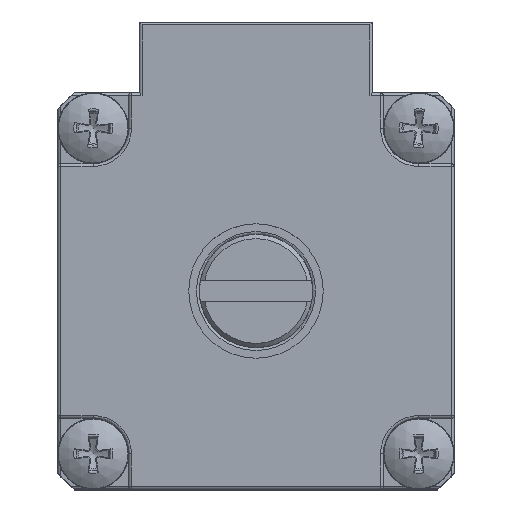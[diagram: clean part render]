
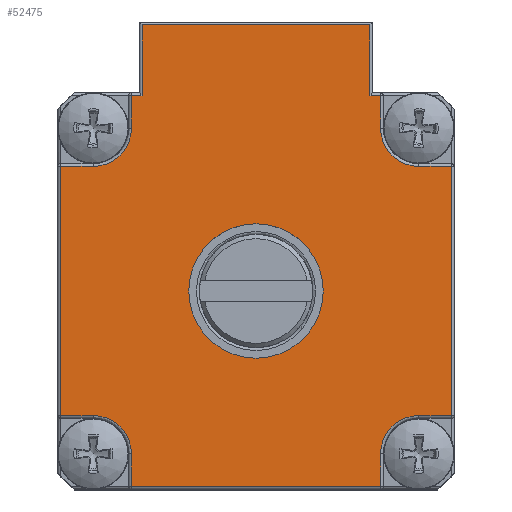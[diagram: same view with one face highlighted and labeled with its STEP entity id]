
A CAD part, top view. The second image highlights one B-rep face of the part: STEP entity #52475.
In plain terms, the highlighted planar face has unit normal (0, 0, 1).
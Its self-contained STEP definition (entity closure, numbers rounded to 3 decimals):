
#52054=CARTESIAN_POINT('',(4.75,0.,26.2));
#52055=VERTEX_POINT('',#52054);
#52056=CARTESIAN_POINT('',(0.,0.,26.2));
#52057=DIRECTION('',(0.0,0.0,-1.0));
#52058=DIRECTION('',(-1.0,0.0,0.0));
#52059=AXIS2_PLACEMENT_3D('',#52056,#52057,#52058);
#52060=CIRCLE('',#52059,4.75);
#52061=EDGE_CURVE('',#52055,#52055,#52060,.T.);
#52301=CARTESIAN_POINT('',(0.,0.,26.2));
#52302=DIRECTION('',(0.0,0.0,1.0));
#52303=DIRECTION('',(1.0,0.0,0.0));
#52304=AXIS2_PLACEMENT_3D('',#52301,#52302,#52303);
#52305=PLANE('',#52304);
#52306=CARTESIAN_POINT('',(-8.05,13.8,26.2));
#52307=VERTEX_POINT('',#52306);
#52308=CARTESIAN_POINT('',(-8.05,18.8,26.2));
#52309=VERTEX_POINT('',#52308);
#52310=CARTESIAN_POINT('',(-8.05,13.8,26.2));
#52311=DIRECTION('',(0.0,1.0,0.0));
#52312=VECTOR('',#52311,5.);
#52313=LINE('',#52310,#52312);
#52314=EDGE_CURVE('',#52307,#52309,#52313,.T.);
#52315=ORIENTED_EDGE('',*,*,#52314,.F.);
#52316=CARTESIAN_POINT('',(-8.8,13.8,26.2));
#52317=VERTEX_POINT('',#52316);
#52318=CARTESIAN_POINT('',(-8.8,13.8,26.2));
#52319=DIRECTION('',(1.0,0.0,0.0));
#52320=VECTOR('',#52319,0.75);
#52321=LINE('',#52318,#52320);
#52322=EDGE_CURVE('',#52317,#52307,#52321,.T.);
#52323=ORIENTED_EDGE('',*,*,#52322,.F.);
#52324=CARTESIAN_POINT('',(-8.8,11.5,26.2));
#52325=VERTEX_POINT('',#52324);
#52326=CARTESIAN_POINT('',(-8.8,11.5,26.2));
#52327=DIRECTION('',(0.0,1.0,0.0));
#52328=VECTOR('',#52327,2.3);
#52329=LINE('',#52326,#52328);
#52330=EDGE_CURVE('',#52325,#52317,#52329,.T.);
#52331=ORIENTED_EDGE('',*,*,#52330,.F.);
#52332=CARTESIAN_POINT('',(-11.5,8.8,26.2));
#52333=VERTEX_POINT('',#52332);
#52334=CARTESIAN_POINT('',(-11.5,11.5,26.2));
#52335=DIRECTION('',(0.,0.,1.0));
#52336=DIRECTION('',(0.707,-0.707,0.));
#52337=AXIS2_PLACEMENT_3D('',#52334,#52335,#52336);
#52338=CIRCLE('',#52337,2.7);
#52339=EDGE_CURVE('',#52333,#52325,#52338,.T.);
#52340=ORIENTED_EDGE('',*,*,#52339,.F.);
#52341=CARTESIAN_POINT('',(-13.8,8.8,26.2));
#52342=VERTEX_POINT('',#52341);
#52343=CARTESIAN_POINT('',(-13.8,8.8,26.2));
#52344=DIRECTION('',(1.0,0.0,0.0));
#52345=VECTOR('',#52344,2.3);
#52346=LINE('',#52343,#52345);
#52347=EDGE_CURVE('',#52342,#52333,#52346,.T.);
#52348=ORIENTED_EDGE('',*,*,#52347,.F.);
#52349=CARTESIAN_POINT('',(-13.8,-8.8,26.2));
#52350=VERTEX_POINT('',#52349);
#52351=CARTESIAN_POINT('',(-13.8,-8.8,26.2));
#52352=DIRECTION('',(0.0,1.0,0.0));
#52353=VECTOR('',#52352,17.6);
#52354=LINE('',#52351,#52353);
#52355=EDGE_CURVE('',#52350,#52342,#52354,.T.);
#52356=ORIENTED_EDGE('',*,*,#52355,.F.);
#52357=CARTESIAN_POINT('',(-11.5,-8.8,26.2));
#52358=VERTEX_POINT('',#52357);
#52359=CARTESIAN_POINT('',(-11.5,-8.8,26.2));
#52360=DIRECTION('',(-1.0,0.0,0.0));
#52361=VECTOR('',#52360,2.3);
#52362=LINE('',#52359,#52361);
#52363=EDGE_CURVE('',#52358,#52350,#52362,.T.);
#52364=ORIENTED_EDGE('',*,*,#52363,.F.);
#52365=CARTESIAN_POINT('',(-8.8,-11.5,26.2));
#52366=VERTEX_POINT('',#52365);
#52367=CARTESIAN_POINT('',(-11.5,-11.5,26.2));
#52368=DIRECTION('',(0.,0.,1.0));
#52369=DIRECTION('',(0.707,0.707,0.));
#52370=AXIS2_PLACEMENT_3D('',#52367,#52368,#52369);
#52371=CIRCLE('',#52370,2.7);
#52372=EDGE_CURVE('',#52366,#52358,#52371,.T.);
#52373=ORIENTED_EDGE('',*,*,#52372,.F.);
#52374=CARTESIAN_POINT('',(-8.8,-13.8,26.2));
#52375=VERTEX_POINT('',#52374);
#52376=CARTESIAN_POINT('',(-8.8,-13.8,26.2));
#52377=DIRECTION('',(0.0,1.0,0.0));
#52378=VECTOR('',#52377,2.3);
#52379=LINE('',#52376,#52378);
#52380=EDGE_CURVE('',#52375,#52366,#52379,.T.);
#52381=ORIENTED_EDGE('',*,*,#52380,.F.);
#52382=CARTESIAN_POINT('',(8.8,-13.8,26.2));
#52383=VERTEX_POINT('',#52382);
#52384=CARTESIAN_POINT('',(8.8,-13.8,26.2));
#52385=DIRECTION('',(-1.0,0.0,0.0));
#52386=VECTOR('',#52385,17.6);
#52387=LINE('',#52384,#52386);
#52388=EDGE_CURVE('',#52383,#52375,#52387,.T.);
#52389=ORIENTED_EDGE('',*,*,#52388,.F.);
#52390=CARTESIAN_POINT('',(8.8,-11.5,26.2));
#52391=VERTEX_POINT('',#52390);
#52392=CARTESIAN_POINT('',(8.8,-11.5,26.2));
#52393=DIRECTION('',(0.0,-1.0,0.0));
#52394=VECTOR('',#52393,2.3);
#52395=LINE('',#52392,#52394);
#52396=EDGE_CURVE('',#52391,#52383,#52395,.T.);
#52397=ORIENTED_EDGE('',*,*,#52396,.F.);
#52398=CARTESIAN_POINT('',(11.5,-8.8,26.2));
#52399=VERTEX_POINT('',#52398);
#52400=CARTESIAN_POINT('',(11.5,-11.5,26.2));
#52401=DIRECTION('',(0.,0.,1.0));
#52402=DIRECTION('',(-0.707,0.707,0.));
#52403=AXIS2_PLACEMENT_3D('',#52400,#52401,#52402);
#52404=CIRCLE('',#52403,2.7);
#52405=EDGE_CURVE('',#52399,#52391,#52404,.T.);
#52406=ORIENTED_EDGE('',*,*,#52405,.F.);
#52407=CARTESIAN_POINT('',(13.8,-8.8,26.2));
#52408=VERTEX_POINT('',#52407);
#52409=CARTESIAN_POINT('',(13.8,-8.8,26.2));
#52410=DIRECTION('',(-1.0,0.0,0.0));
#52411=VECTOR('',#52410,2.3);
#52412=LINE('',#52409,#52411);
#52413=EDGE_CURVE('',#52408,#52399,#52412,.T.);
#52414=ORIENTED_EDGE('',*,*,#52413,.F.);
#52415=CARTESIAN_POINT('',(13.8,8.8,26.2));
#52416=VERTEX_POINT('',#52415);
#52417=CARTESIAN_POINT('',(13.8,8.8,26.2));
#52418=DIRECTION('',(0.0,-1.0,0.0));
#52419=VECTOR('',#52418,17.6);
#52420=LINE('',#52417,#52419);
#52421=EDGE_CURVE('',#52416,#52408,#52420,.T.);
#52422=ORIENTED_EDGE('',*,*,#52421,.F.);
#52423=CARTESIAN_POINT('',(11.5,8.8,26.2));
#52424=VERTEX_POINT('',#52423);
#52425=CARTESIAN_POINT('',(11.5,8.8,26.2));
#52426=DIRECTION('',(1.0,0.0,0.0));
#52427=VECTOR('',#52426,2.3);
#52428=LINE('',#52425,#52427);
#52429=EDGE_CURVE('',#52424,#52416,#52428,.T.);
#52430=ORIENTED_EDGE('',*,*,#52429,.F.);
#52431=CARTESIAN_POINT('',(8.8,11.5,26.2));
#52432=VERTEX_POINT('',#52431);
#52433=CARTESIAN_POINT('',(11.5,11.5,26.2));
#52434=DIRECTION('',(0.,0.,1.0));
#52435=DIRECTION('',(-0.707,-0.707,0.));
#52436=AXIS2_PLACEMENT_3D('',#52433,#52434,#52435);
#52437=CIRCLE('',#52436,2.7);
#52438=EDGE_CURVE('',#52432,#52424,#52437,.T.);
#52439=ORIENTED_EDGE('',*,*,#52438,.F.);
#52440=CARTESIAN_POINT('',(8.8,13.8,26.2));
#52441=VERTEX_POINT('',#52440);
#52442=CARTESIAN_POINT('',(8.8,13.8,26.2));
#52443=DIRECTION('',(0.0,-1.0,0.0));
#52444=VECTOR('',#52443,2.3);
#52445=LINE('',#52442,#52444);
#52446=EDGE_CURVE('',#52441,#52432,#52445,.T.);
#52447=ORIENTED_EDGE('',*,*,#52446,.F.);
#52448=CARTESIAN_POINT('',(8.05,13.8,26.2));
#52449=VERTEX_POINT('',#52448);
#52450=CARTESIAN_POINT('',(8.05,13.8,26.2));
#52451=DIRECTION('',(1.0,0.0,0.0));
#52452=VECTOR('',#52451,0.75);
#52453=LINE('',#52450,#52452);
#52454=EDGE_CURVE('',#52449,#52441,#52453,.T.);
#52455=ORIENTED_EDGE('',*,*,#52454,.F.);
#52456=CARTESIAN_POINT('',(8.05,18.8,26.2));
#52457=VERTEX_POINT('',#52456);
#52458=CARTESIAN_POINT('',(8.05,18.8,26.2));
#52459=DIRECTION('',(0.0,-1.0,0.0));
#52460=VECTOR('',#52459,5.);
#52461=LINE('',#52458,#52460);
#52462=EDGE_CURVE('',#52457,#52449,#52461,.T.);
#52463=ORIENTED_EDGE('',*,*,#52462,.F.);
#52464=CARTESIAN_POINT('',(-8.05,18.8,26.2));
#52465=DIRECTION('',(1.0,0.0,0.0));
#52466=VECTOR('',#52465,16.1);
#52467=LINE('',#52464,#52466);
#52468=EDGE_CURVE('',#52309,#52457,#52467,.T.);
#52469=ORIENTED_EDGE('',*,*,#52468,.F.);
#52470=EDGE_LOOP('',(#52315,#52323,#52331,#52340,#52348,#52356,#52364,#52373,#52381,#52389,#52397,#52406,#52414,#52422,#52430,#52439,#52447,#52455,#52463,#52469));
#52471=FACE_OUTER_BOUND('',#52470,.T.);
#52472=ORIENTED_EDGE('',*,*,#52061,.T.);
#52473=EDGE_LOOP('',(#52472));
#52474=FACE_BOUND('',#52473,.T.);
#52475=ADVANCED_FACE('',(#52471,#52474),#52305,.T.);
